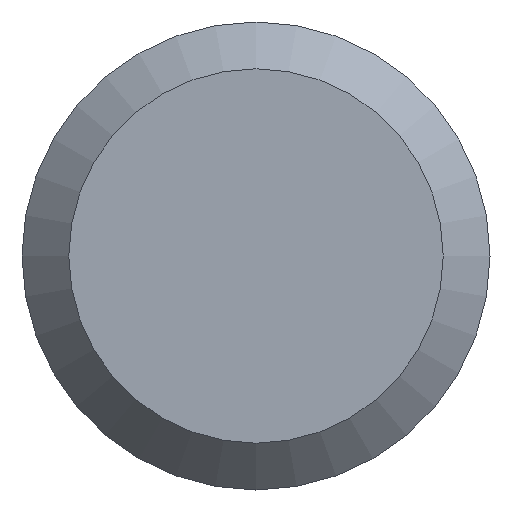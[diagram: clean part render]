
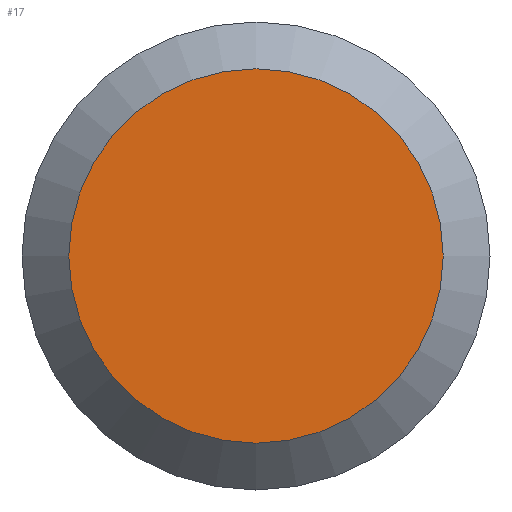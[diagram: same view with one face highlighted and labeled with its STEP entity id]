
A CAD part, left-side view. The second image highlights one B-rep face of the part: STEP entity #17.
In plain terms, the highlighted planar face has unit normal (-1, 0, 0).
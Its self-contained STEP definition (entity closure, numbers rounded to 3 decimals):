
#15 = DIRECTION ( 'NONE',  ( 1., 0., 0. ) ) ;
#17 = ADVANCED_FACE ( 'NONE', ( #185 ), #60, .F. ) ;
#29 = AXIS2_PLACEMENT_3D ( 'NONE', #44, #15, #181 ) ;
#34 = EDGE_CURVE ( 'NONE', #164, #164, #68, .T. ) ;
#44 = CARTESIAN_POINT ( 'NONE',  ( 0., 5.45, 0. ) ) ;
#60 = PLANE ( 'NONE',  #29 ) ;
#64 = DIRECTION ( 'NONE',  ( 0., 0., -1. ) ) ;
#68 = CIRCLE ( 'NONE', #205, 4.36 ) ;
#69 = DIRECTION ( 'NONE',  ( -1., 0., 0. ) ) ;
#85 = EDGE_LOOP ( 'NONE', ( #165 ) ) ;
#104 = CARTESIAN_POINT ( 'NONE',  ( 0., 0., 0. ) ) ;
#164 = VERTEX_POINT ( 'NONE', #179 ) ;
#165 = ORIENTED_EDGE ( 'NONE', *, *, #34, .T. ) ;
#179 = CARTESIAN_POINT ( 'NONE',  ( 0., 0., -4.36 ) ) ;
#181 = DIRECTION ( 'NONE',  ( 0., 0., -1. ) ) ;
#185 = FACE_OUTER_BOUND ( 'NONE', #85, .T. ) ;
#205 = AXIS2_PLACEMENT_3D ( 'NONE', #104, #69, #64 ) ;
